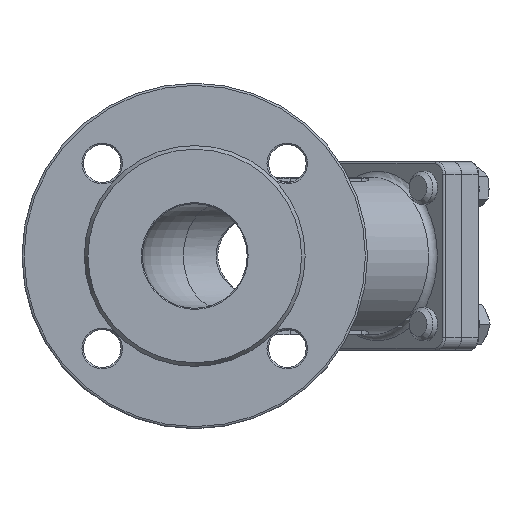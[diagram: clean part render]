
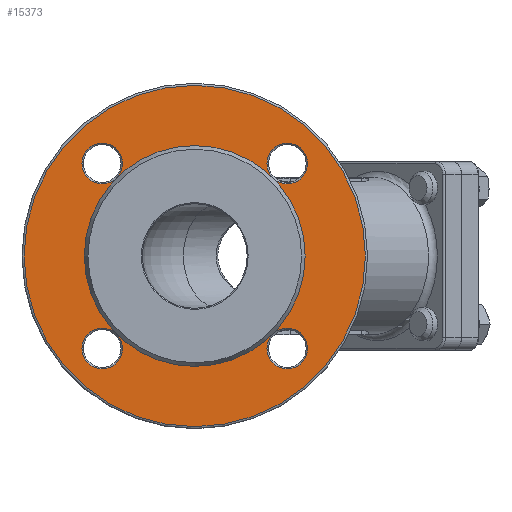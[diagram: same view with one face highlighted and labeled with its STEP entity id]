
A CAD part, left-side view. The second image highlights one B-rep face of the part: STEP entity #15373.
In plain terms, the highlighted planar face has unit normal (-1, 0, 0).
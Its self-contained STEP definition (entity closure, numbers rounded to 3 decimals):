
#228 = AXIS2_PLACEMENT_3D ( 'NONE', #17242, #13292, #19722 ) ;
#646 = EDGE_CURVE ( 'NONE', #20408, #20408, #27193, .T. ) ;
#928 = FACE_BOUND ( 'NONE', #5611, .T. ) ;
#1166 = CIRCLE ( 'NONE', #228, 9.7 ) ;
#2860 = CARTESIAN_POINT ( 'NONE',  ( -102., 0., 0. ) ) ;
#3034 = VERTEX_POINT ( 'NONE', #27127 ) ;
#3058 = EDGE_LOOP ( 'NONE', ( #9033 ) ) ;
#3175 = ORIENTED_EDGE ( 'NONE', *, *, #15928, .T. ) ;
#3196 = EDGE_LOOP ( 'NONE', ( #12117 ) ) ;
#3416 = FACE_BOUND ( 'NONE', #26230, .T. ) ;
#4349 = AXIS2_PLACEMENT_3D ( 'NONE', #25380, #27717, #12223 ) ;
#4524 = DIRECTION ( 'NONE',  ( 1., 0., 0. ) ) ;
#5227 = CARTESIAN_POINT ( 'NONE',  ( -102., 0., 52.732 ) ) ;
#5316 = FACE_BOUND ( 'NONE', #23133, .T. ) ;
#5611 = EDGE_LOOP ( 'NONE', ( #18383 ) ) ;
#5628 = ORIENTED_EDGE ( 'NONE', *, *, #26946, .T. ) ;
#5998 = DIRECTION ( 'NONE',  ( 1., 0., 0. ) ) ;
#6294 = DIRECTION ( 'NONE',  ( 0., 0., -1. ) ) ;
#6657 = VERTEX_POINT ( 'NONE', #15415 ) ;
#6680 = CIRCLE ( 'NONE', #16940, 9.7 ) ;
#7186 = DIRECTION ( 'NONE',  ( -1., 0., 0. ) ) ;
#9033 = ORIENTED_EDGE ( 'NONE', *, *, #11605, .T. ) ;
#9825 = FACE_BOUND ( 'NONE', #3196, .T. ) ;
#10118 = DIRECTION ( 'NONE',  ( 0., 0., -1. ) ) ;
#11282 = CIRCLE ( 'NONE', #15967, 52.732 ) ;
#11410 = DIRECTION ( 'NONE',  ( 0., 0., 1. ) ) ;
#11605 = EDGE_CURVE ( 'NONE', #6657, #6657, #11634, .T. ) ;
#11634 = CIRCLE ( 'NONE', #27971, 81.5 ) ;
#11872 = FACE_BOUND ( 'NONE', #23710, .T. ) ;
#12117 = ORIENTED_EDGE ( 'NONE', *, *, #20985, .F. ) ;
#12223 = DIRECTION ( 'NONE',  ( 0., 0., -1. ) ) ;
#12639 = ORIENTED_EDGE ( 'NONE', *, *, #24649, .T. ) ;
#12919 = CARTESIAN_POINT ( 'NONE',  ( -102., 44.194, -53.894 ) ) ;
#13281 = DIRECTION ( 'NONE',  ( 0., 0., -1. ) ) ;
#13292 = DIRECTION ( 'NONE',  ( 1., 0., 0. ) ) ;
#15373 = ADVANCED_FACE ( 'NONE', ( #23291, #3416, #928, #11872, #5316, #9825 ), #21352, .F. ) ;
#15415 = CARTESIAN_POINT ( 'NONE',  ( -102., 0., -81.5 ) ) ;
#15928 = EDGE_CURVE ( 'NONE', #24021, #24021, #6680, .T. ) ;
#15967 = AXIS2_PLACEMENT_3D ( 'NONE', #25001, #7186, #11410 ) ;
#16940 = AXIS2_PLACEMENT_3D ( 'NONE', #22487, #4524, #13281 ) ;
#17242 = CARTESIAN_POINT ( 'NONE',  ( -102., 44.194, 44.194 ) ) ;
#17494 = CIRCLE ( 'NONE', #21221, 9.7 ) ;
#18383 = ORIENTED_EDGE ( 'NONE', *, *, #646, .T. ) ;
#18648 = CARTESIAN_POINT ( 'NONE',  ( -102., 44.194, 34.494 ) ) ;
#19722 = DIRECTION ( 'NONE',  ( 0., 0., -1. ) ) ;
#20265 = VERTEX_POINT ( 'NONE', #18648 ) ;
#20408 = VERTEX_POINT ( 'NONE', #24646 ) ;
#20673 = AXIS2_PLACEMENT_3D ( 'NONE', #25755, #27950, #10118 ) ;
#20959 = DIRECTION ( 'NONE',  ( -1., 0., 0. ) ) ;
#20985 = EDGE_CURVE ( 'NONE', #22760, #22760, #11282, .T. ) ;
#21221 = AXIS2_PLACEMENT_3D ( 'NONE', #26293, #5998, #6294 ) ;
#21352 = PLANE ( 'NONE',  #20673 ) ;
#22487 = CARTESIAN_POINT ( 'NONE',  ( -102., 44.194, -44.194 ) ) ;
#22760 = VERTEX_POINT ( 'NONE', #5227 ) ;
#23133 = EDGE_LOOP ( 'NONE', ( #3175 ) ) ;
#23291 = FACE_OUTER_BOUND ( 'NONE', #3058, .T. ) ;
#23309 = DIRECTION ( 'NONE',  ( 0., 0., -1. ) ) ;
#23710 = EDGE_LOOP ( 'NONE', ( #5628 ) ) ;
#24021 = VERTEX_POINT ( 'NONE', #12919 ) ;
#24646 = CARTESIAN_POINT ( 'NONE',  ( -102., -44.194, 34.494 ) ) ;
#24649 = EDGE_CURVE ( 'NONE', #20265, #20265, #1166, .T. ) ;
#25001 = CARTESIAN_POINT ( 'NONE',  ( -102., 0., 0. ) ) ;
#25380 = CARTESIAN_POINT ( 'NONE',  ( -102., -44.194, 44.194 ) ) ;
#25755 = CARTESIAN_POINT ( 'NONE',  ( -102., 52.732, 0. ) ) ;
#26230 = EDGE_LOOP ( 'NONE', ( #12639 ) ) ;
#26293 = CARTESIAN_POINT ( 'NONE',  ( -102., -44.194, -44.194 ) ) ;
#26946 = EDGE_CURVE ( 'NONE', #3034, #3034, #17494, .T. ) ;
#27127 = CARTESIAN_POINT ( 'NONE',  ( -102., -44.194, -53.894 ) ) ;
#27193 = CIRCLE ( 'NONE', #4349, 9.7 ) ;
#27717 = DIRECTION ( 'NONE',  ( 1., 0., 0. ) ) ;
#27950 = DIRECTION ( 'NONE',  ( 1., 0., 0. ) ) ;
#27971 = AXIS2_PLACEMENT_3D ( 'NONE', #2860, #20959, #23309 ) ;
